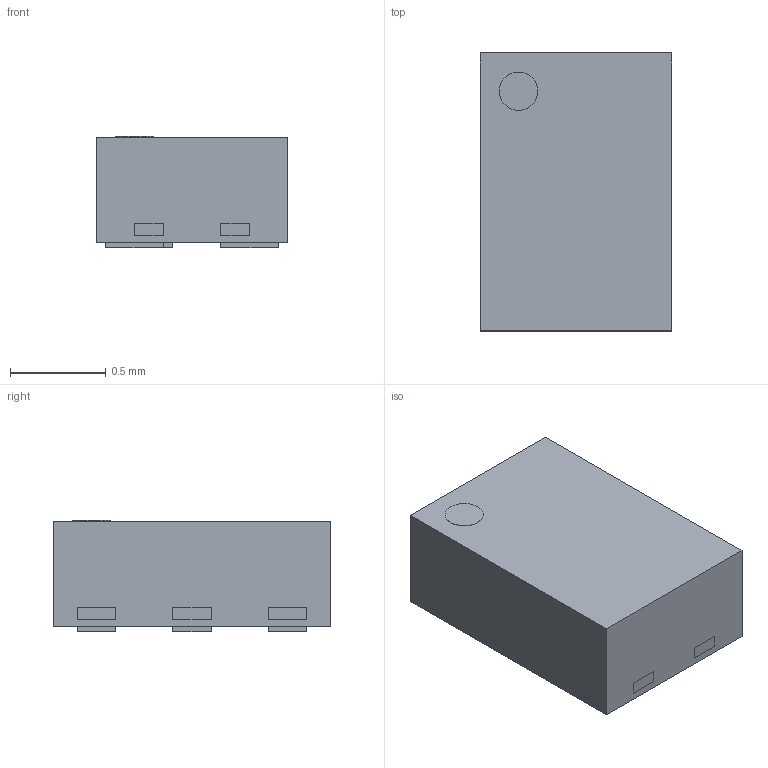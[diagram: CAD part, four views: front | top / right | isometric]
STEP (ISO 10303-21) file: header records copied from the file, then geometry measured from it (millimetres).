
FILE_DESCRIPTION(/* description */ (''),/* implementation_level */ '2;1');
FILE_NAME(/* name */ 'DRY0006A.step',/* time_stamp */ '2025-04-13T17:01:30+02:00',/* author */ (''),/* organization */ (''),/* preprocessor_version */ 'ST-DEVELOPER v20.1',/* originating_system */ 'Autodesk Translation Framework v14.4.0.0',/* authorisation */ '');
FILE_SCHEMA (('AUTOMOTIVE_DESIGN { 1 0 10303 214 3 1 1 }'));
Length unit declared in the file: millimetre
Products named in the file (3): DRY0006A_ASM; BODY-SON; FRAME-DRY0006A
Assembly tree (2 placements, depth 2):
  DRY0006A_ASM
    BODY-SON
    FRAME-DRY0006A
Bounding box: 1 x 1.45 x 0.58 mm (x, y, z)
Volume: 0.8 mm3; surface area: 8.4 mm2
Topology: 8 solids, 8 shells, 117 faces, 315 edges, 210 vertices
Faces by surface type: plane 116, cylinder 1
Full cylindrical faces by diameter (mm): 0.2 x1
Entity records: 3746 total; most frequent: CARTESIAN_POINT 647, ORIENTED_EDGE 630, DIRECTION 561, EDGE_CURVE 315, LINE 313, VECTOR 313, VERTEX_POINT 210, EDGE_LOOP 133
